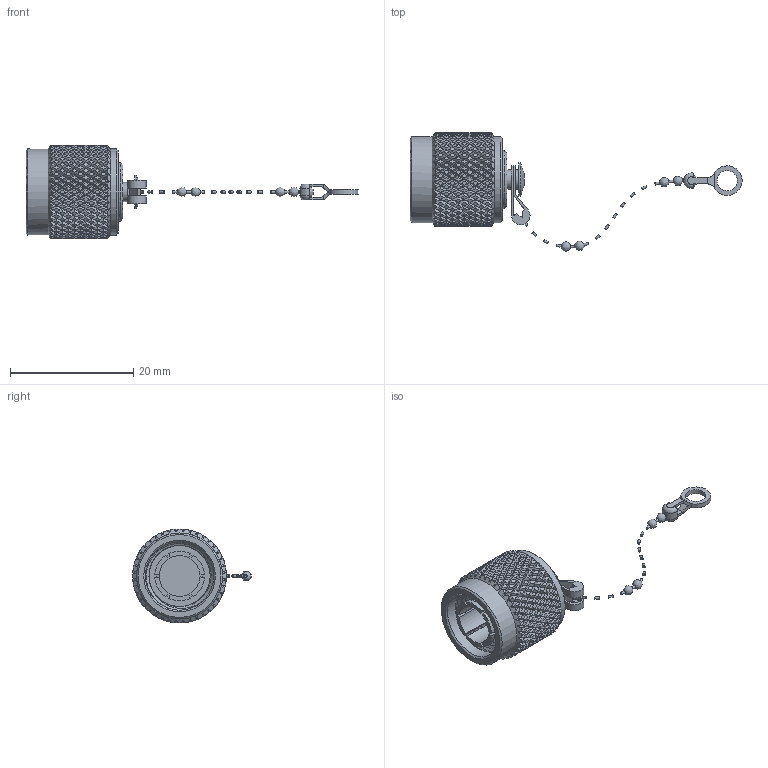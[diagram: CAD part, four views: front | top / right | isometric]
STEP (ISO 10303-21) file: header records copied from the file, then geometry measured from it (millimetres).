
FILE_DESCRIPTION (( 'STEP AP203' ), '1' );
FILE_NAME ('PE6134_3D.step', '2021-06-14T18:58:01', ( '' ), ( '' ), 'SwSTEP 2.0', 'SolidWorks 2020', '' );
FILE_SCHEMA (( 'CONFIG_CONTROL_DESIGN' ));
Products named in the file (1): PE6134_3D
Bounding box: 53.93 x 19.28 x 15.24 mm (x, y, z)
Volume: 1979.7 mm3; surface area: 2403 mm2
Topology: 12 solids, 12 shells, 2533 faces, 5301 edges, 2795 vertices
Faces by surface type: bspline 1971, cylinder 474, plane 75, cone 13
Full cylindrical faces by diameter (mm): 3.109 x3, 3.302 x1, 5.455 x1, 6.655 x1, 7.569 x1, 9.525 x1, 11.112 x6, 13.97 x2
Entity records: 105320 total; most frequent: CARTESIAN_POINT 73400, ORIENTED_EDGE 10476, EDGE_CURVE 5238, VERTEX_POINT 2776, EDGE_LOOP 2580, FACE_OUTER_BOUND 2535, ADVANCED_FACE 2515, B_SPLINE_CURVE_WITH_KNOTS 2333
